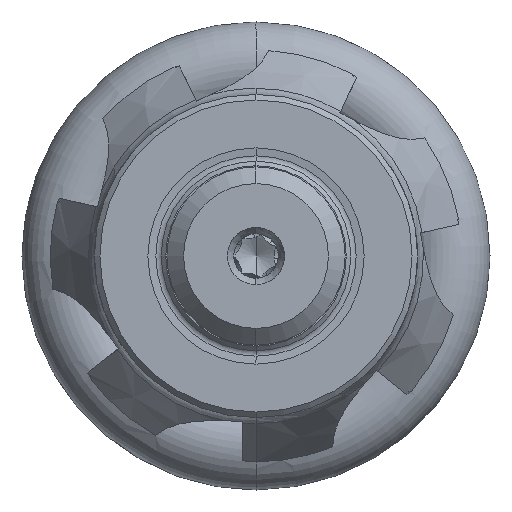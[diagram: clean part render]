
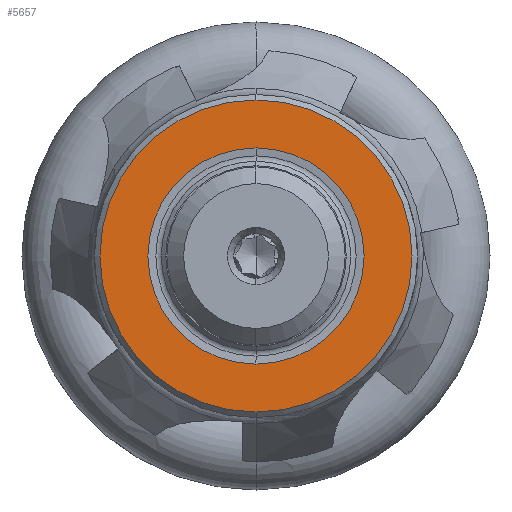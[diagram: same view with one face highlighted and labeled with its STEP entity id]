
A CAD part, left-side view. The second image highlights one B-rep face of the part: STEP entity #5657.
In plain terms, the highlighted planar face has unit normal (-1, 0, 0).
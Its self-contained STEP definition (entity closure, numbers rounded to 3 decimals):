
#297 = CARTESIAN_POINT ( 'NONE',  ( -27.1, 0., 0. ) ) ;
#540 = DIRECTION ( 'NONE',  ( 1., 0., 0. ) ) ;
#754 = VERTEX_POINT ( 'NONE', #2803 ) ;
#879 = EDGE_LOOP ( 'NONE', ( #3463, #5748 ) ) ;
#1104 = CARTESIAN_POINT ( 'NONE',  ( -27.1, 0., -9.7 ) ) ;
#1457 = CIRCLE ( 'NONE', #9654, 9.7 ) ;
#1637 = PLANE ( 'NONE',  #10397 ) ;
#2371 = CARTESIAN_POINT ( 'NONE',  ( -27.1, 0., 9.7 ) ) ;
#2441 = DIRECTION ( 'NONE',  ( 0., 0., -1. ) ) ;
#2803 = CARTESIAN_POINT ( 'NONE',  ( -27.1, 0., 14. ) ) ;
#3019 = CIRCLE ( 'NONE', #3055, 14. ) ;
#3055 = AXIS2_PLACEMENT_3D ( 'NONE', #6270, #540, #8034 ) ;
#3063 = DIRECTION ( 'NONE',  ( 0., 0., -1. ) ) ;
#3398 = VERTEX_POINT ( 'NONE', #6135 ) ;
#3463 = ORIENTED_EDGE ( 'NONE', *, *, #8113, .T. ) ;
#3977 = DIRECTION ( 'NONE',  ( -1., 0., 0. ) ) ;
#3997 = DIRECTION ( 'NONE',  ( 1., 0., 0. ) ) ;
#4038 = FACE_BOUND ( 'NONE', #879, .T. ) ;
#4044 = DIRECTION ( 'NONE',  ( 0., 0., 1. ) ) ;
#4103 = CARTESIAN_POINT ( 'NONE',  ( -27.1, 0., 0. ) ) ;
#4176 = FACE_OUTER_BOUND ( 'NONE', #5855, .T. ) ;
#4197 = ORIENTED_EDGE ( 'NONE', *, *, #8217, .F. ) ;
#4338 = DIRECTION ( 'NONE',  ( 0., 0., -1. ) ) ;
#4941 = EDGE_CURVE ( 'NONE', #754, #3398, #3019, .T. ) ;
#5235 = DIRECTION ( 'NONE',  ( 1., 0., 0. ) ) ;
#5657 = ADVANCED_FACE ( 'NONE', ( #4038, #4176 ), #1637, .T. ) ;
#5748 = ORIENTED_EDGE ( 'NONE', *, *, #7111, .T. ) ;
#5855 = EDGE_LOOP ( 'NONE', ( #4197, #9346 ) ) ;
#6135 = CARTESIAN_POINT ( 'NONE',  ( -27.1, 0., -14. ) ) ;
#6256 = CIRCLE ( 'NONE', #10133, 14. ) ;
#6270 = CARTESIAN_POINT ( 'NONE',  ( -27.1, 0., 0. ) ) ;
#7111 = EDGE_CURVE ( 'NONE', #8707, #10029, #1457, .T. ) ;
#7161 = CARTESIAN_POINT ( 'NONE',  ( -27.1, 0., 0. ) ) ;
#7457 = CIRCLE ( 'NONE', #10355, 9.7 ) ;
#8034 = DIRECTION ( 'NONE',  ( 0., 0., -1. ) ) ;
#8074 = DIRECTION ( 'NONE',  ( 1., 0., 0. ) ) ;
#8113 = EDGE_CURVE ( 'NONE', #10029, #8707, #7457, .T. ) ;
#8217 = EDGE_CURVE ( 'NONE', #3398, #754, #6256, .T. ) ;
#8707 = VERTEX_POINT ( 'NONE', #1104 ) ;
#9346 = ORIENTED_EDGE ( 'NONE', *, *, #4941, .F. ) ;
#9654 = AXIS2_PLACEMENT_3D ( 'NONE', #4103, #3997, #2441 ) ;
#9857 = CARTESIAN_POINT ( 'NONE',  ( -27.1, 14., 0. ) ) ;
#10029 = VERTEX_POINT ( 'NONE', #2371 ) ;
#10133 = AXIS2_PLACEMENT_3D ( 'NONE', #7161, #8074, #3063 ) ;
#10355 = AXIS2_PLACEMENT_3D ( 'NONE', #297, #5235, #4338 ) ;
#10397 = AXIS2_PLACEMENT_3D ( 'NONE', #9857, #3977, #4044 ) ;
